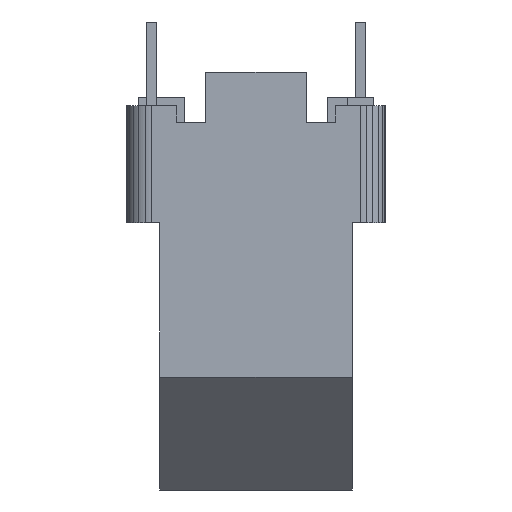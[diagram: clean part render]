
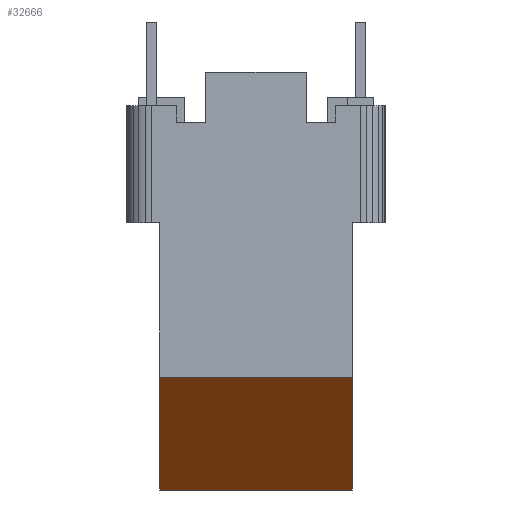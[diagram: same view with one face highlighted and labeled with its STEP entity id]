
A CAD part, front view. The second image highlights one B-rep face of the part: STEP entity #32666.
In plain terms, the highlighted planar face has unit normal (0, -0.707, -0.707).
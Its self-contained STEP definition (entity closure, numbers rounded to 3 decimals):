
#7475 = PLANE('',#7476);
#7476 = AXIS2_PLACEMENT_3D('',#7477,#7478,#7479);
#7477 = CARTESIAN_POINT('',(11.5,8.,16.));
#7478 = DIRECTION('',(1.,0.,0.));
#7479 = DIRECTION('',(0.,0.,1.));
#7712 = VERTEX_POINT('',#7713);
#7713 = CARTESIAN_POINT('',(11.5,0.,6.75));
#7727 = PLANE('',#7728);
#7728 = AXIS2_PLACEMENT_3D('',#7729,#7730,#7731);
#7729 = CARTESIAN_POINT('',(11.5,0.,6.75));
#7730 = DIRECTION('',(0.,-1.,0.));
#7731 = DIRECTION('',(0.,0.,-1.));
#7739 = EDGE_CURVE('',#7712,#7740,#7742,.T.);
#7740 = VERTEX_POINT('',#7741);
#7741 = CARTESIAN_POINT('',(11.5,6.75,0.));
#7742 = SURFACE_CURVE('',#7743,(#7747,#7754),.PCURVE_S1.);
#7743 = LINE('',#7744,#7745);
#7744 = CARTESIAN_POINT('',(11.5,0.,6.75));
#7745 = VECTOR('',#7746,1.);
#7746 = DIRECTION('',(0.,0.707,-0.707));
#7747 = PCURVE('',#7475,#7748);
#7748 = DEFINITIONAL_REPRESENTATION('',(#7749),#7753);
#7749 = LINE('',#7750,#7751);
#7750 = CARTESIAN_POINT('',(-9.25,8.));
#7751 = VECTOR('',#7752,1.);
#7752 = DIRECTION('',(-0.707,-0.707));
#7753 = ( GEOMETRIC_REPRESENTATION_CONTEXT(2) 
PARAMETRIC_REPRESENTATION_CONTEXT() REPRESENTATION_CONTEXT('2D SPACE',''
  ) );
#7754 = PCURVE('',#7755,#7760);
#7755 = PLANE('',#7756);
#7756 = AXIS2_PLACEMENT_3D('',#7757,#7758,#7759);
#7757 = CARTESIAN_POINT('',(0.,6.75,0.));
#7758 = DIRECTION('',(0.,-0.707,
    -0.707));
#7759 = DIRECTION('',(0.,0.707,-0.707));
#7760 = DEFINITIONAL_REPRESENTATION('',(#7761),#7765);
#7761 = LINE('',#7762,#7763);
#7762 = CARTESIAN_POINT('',(-9.546,11.5));
#7763 = VECTOR('',#7764,1.);
#7764 = DIRECTION('',(1.,0.));
#7765 = ( GEOMETRIC_REPRESENTATION_CONTEXT(2) 
PARAMETRIC_REPRESENTATION_CONTEXT() REPRESENTATION_CONTEXT('2D SPACE',''
  ) );
#7783 = PLANE('',#7784);
#7784 = AXIS2_PLACEMENT_3D('',#7785,#7786,#7787);
#7785 = CARTESIAN_POINT('',(0.,6.75,0.));
#7786 = DIRECTION('',(0.,0.,-1.));
#7787 = DIRECTION('',(-1.,0.,0.));
#14420 = PLANE('',#14421);
#14421 = AXIS2_PLACEMENT_3D('',#14422,#14423,#14424);
#14422 = CARTESIAN_POINT('',(0.,0.,
    16.));
#14423 = DIRECTION('',(-1.,0.,0.));
#14424 = DIRECTION('',(0.,-1.,0.));
#29033 = VERTEX_POINT('',#29034);
#29034 = CARTESIAN_POINT('',(0.,0.,6.75));
#29055 = EDGE_CURVE('',#7712,#29033,#29056,.T.);
#29056 = SURFACE_CURVE('',#29057,(#29061,#29068),.PCURVE_S1.);
#29057 = LINE('',#29058,#29059);
#29058 = CARTESIAN_POINT('',(11.5,0.,6.75));
#29059 = VECTOR('',#29060,1.);
#29060 = DIRECTION('',(-1.,0.,0.));
#29061 = PCURVE('',#7727,#29062);
#29062 = DEFINITIONAL_REPRESENTATION('',(#29063),#29067);
#29063 = LINE('',#29064,#29065);
#29064 = CARTESIAN_POINT('',(0.,0.));
#29065 = VECTOR('',#29066,1.);
#29066 = DIRECTION('',(0.,-1.));
#29067 = ( GEOMETRIC_REPRESENTATION_CONTEXT(2) 
PARAMETRIC_REPRESENTATION_CONTEXT() REPRESENTATION_CONTEXT('2D SPACE',''
  ) );
#29068 = PCURVE('',#7755,#29069);
#29069 = DEFINITIONAL_REPRESENTATION('',(#29070),#29074);
#29070 = LINE('',#29071,#29072);
#29071 = CARTESIAN_POINT('',(-9.546,11.5));
#29072 = VECTOR('',#29073,1.);
#29073 = DIRECTION('',(0.,-1.));
#29074 = ( GEOMETRIC_REPRESENTATION_CONTEXT(2) 
PARAMETRIC_REPRESENTATION_CONTEXT() REPRESENTATION_CONTEXT('2D SPACE',''
  ) );
#32547 = VERTEX_POINT('',#32548);
#32548 = CARTESIAN_POINT('',(0.,6.75,0.));
#32569 = EDGE_CURVE('',#29033,#32547,#32570,.T.);
#32570 = SURFACE_CURVE('',#32571,(#32575,#32582),.PCURVE_S1.);
#32571 = LINE('',#32572,#32573);
#32572 = CARTESIAN_POINT('',(0.,0.,6.75));
#32573 = VECTOR('',#32574,1.);
#32574 = DIRECTION('',(0.,0.707,-0.707));
#32575 = PCURVE('',#14420,#32576);
#32576 = DEFINITIONAL_REPRESENTATION('',(#32577),#32581);
#32577 = LINE('',#32578,#32579);
#32578 = CARTESIAN_POINT('',(0.,-9.25));
#32579 = VECTOR('',#32580,1.);
#32580 = DIRECTION('',(-0.707,-0.707));
#32581 = ( GEOMETRIC_REPRESENTATION_CONTEXT(2) 
PARAMETRIC_REPRESENTATION_CONTEXT() REPRESENTATION_CONTEXT('2D SPACE',''
  ) );
#32582 = PCURVE('',#7755,#32583);
#32583 = DEFINITIONAL_REPRESENTATION('',(#32584),#32588);
#32584 = LINE('',#32585,#32586);
#32585 = CARTESIAN_POINT('',(-9.546,0.));
#32586 = VECTOR('',#32587,1.);
#32587 = DIRECTION('',(1.,0.));
#32588 = ( GEOMETRIC_REPRESENTATION_CONTEXT(2) 
PARAMETRIC_REPRESENTATION_CONTEXT() REPRESENTATION_CONTEXT('2D SPACE',''
  ) );
#32666 = ADVANCED_FACE('',(#32667),#7755,.T.);
#32667 = FACE_BOUND('',#32668,.T.);
#32668 = EDGE_LOOP('',(#32669,#32690,#32691,#32692));
#32669 = ORIENTED_EDGE('',*,*,#32670,.F.);
#32670 = EDGE_CURVE('',#7740,#32547,#32671,.T.);
#32671 = SURFACE_CURVE('',#32672,(#32676,#32683),.PCURVE_S1.);
#32672 = LINE('',#32673,#32674);
#32673 = CARTESIAN_POINT('',(11.5,6.75,0.));
#32674 = VECTOR('',#32675,1.);
#32675 = DIRECTION('',(-1.,0.,0.));
#32676 = PCURVE('',#7755,#32677);
#32677 = DEFINITIONAL_REPRESENTATION('',(#32678),#32682);
#32678 = LINE('',#32679,#32680);
#32679 = CARTESIAN_POINT('',(0.,11.5));
#32680 = VECTOR('',#32681,1.);
#32681 = DIRECTION('',(0.,-1.));
#32682 = ( GEOMETRIC_REPRESENTATION_CONTEXT(2) 
PARAMETRIC_REPRESENTATION_CONTEXT() REPRESENTATION_CONTEXT('2D SPACE',''
  ) );
#32683 = PCURVE('',#7783,#32684);
#32684 = DEFINITIONAL_REPRESENTATION('',(#32685),#32689);
#32685 = LINE('',#32686,#32687);
#32686 = CARTESIAN_POINT('',(-11.5,0.));
#32687 = VECTOR('',#32688,1.);
#32688 = DIRECTION('',(1.,0.));
#32689 = ( GEOMETRIC_REPRESENTATION_CONTEXT(2) 
PARAMETRIC_REPRESENTATION_CONTEXT() REPRESENTATION_CONTEXT('2D SPACE',''
  ) );
#32690 = ORIENTED_EDGE('',*,*,#7739,.F.);
#32691 = ORIENTED_EDGE('',*,*,#29055,.T.);
#32692 = ORIENTED_EDGE('',*,*,#32569,.T.);
